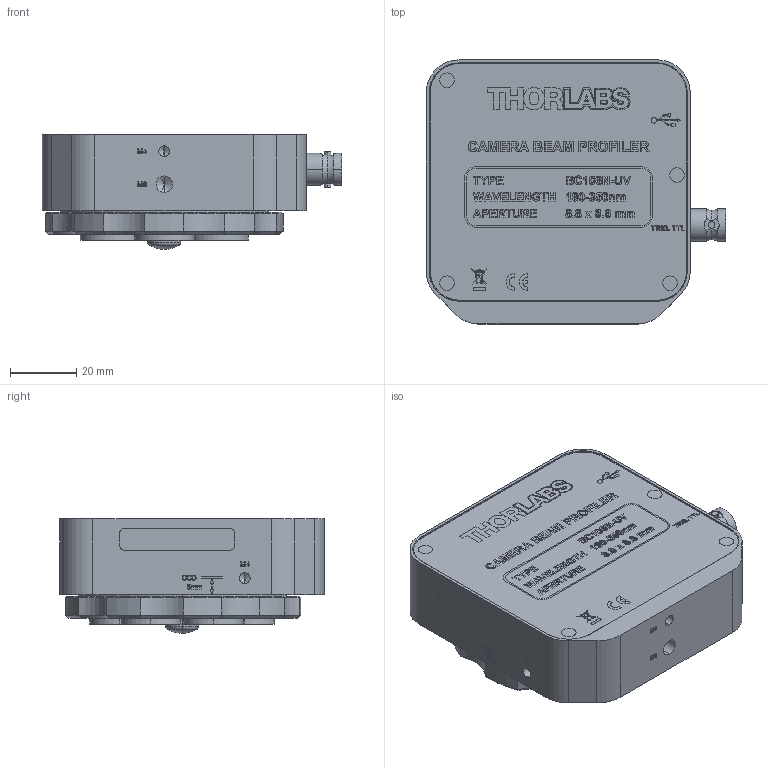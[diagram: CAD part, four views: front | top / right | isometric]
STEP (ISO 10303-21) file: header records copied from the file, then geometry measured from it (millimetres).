
FILE_DESCRIPTION (( 'STEP AP214' ), '1' );
FILE_NAME ('BC110 Zusammenbau.STEP', '2014-03-07T14:23:44', ( '' ), ( '' ), 'SwSTEP 2.0', 'SolidWorks 2013', '' );
FILE_SCHEMA (( 'AUTOMOTIVE_DESIGN' ));
Length unit declared in the file: millimetre
Products named in the file (24): Mutter für BNC Telegärtner_Standard; Telegärtner J01001B0615_Standard; Deckel_Standard; Platine2_Standard; M0098-0204-0c   Folie CamBeamProf 106-UV_Standard; USB MINI-B Buchse zum Durchstecken_Standard; Halter schräge Glasscheibe Baugruppe; Glasscheibe 15x2; M0092-0793-0c   Halter Glasscheibe BC110; Chipträger; Camera-chip_Standard; Trägerrad Filter mit 6xSM05 BC110 Baugruppe; M0092-0790-0b   Gehäuse metrisch BC110_Laserbeschriftung; SM05RR-Solidworks; BC110 Zusammenbau; Filterscheibe 12,7x1,9_Standard; Schraubenabdeckung Teil2; Flachkopfschraube ISO 7045_ISO 7045 - M3 x 16 - Z --- 16N; Schraubenabdeckung Teil1; Senkschraube ISO 7046-1_ISO 7046-1 - M2 x 3 - Z --- 3N; M0092-0817-0b   Trägerrad Filter mit 6xSM05 Teil2 BC110_mit Laserbeschriftung; M0092-0816-0a   Trägerrad Filter mit 6xSM05 Teil1 BC110_Standard; Kugeldruckschraube M6x14_Standard
Assembly tree (39 placements, depth 3):
  BC110 Zusammenbau
    M0092-0790-0b   Gehäuse metrisch BC110_Laserbeschriftung
    Chipträger
      Camera-chip_Standard
    Platine2_Standard
      Platine2_Standard
      USB MINI-B Buchse zum Durchstecken_Standard
    Deckel_Standard
    Telegärtner J01001B0615_Standard
    Mutter für BNC Telegärtner_Standard
    Kugeldruckschraube M6x14_Standard  x2
    Trägerrad Filter mit 6xSM05 BC110 Baugruppe
      M0092-0816-0a   Trägerrad Filter mit 6xSM05 Teil1 BC110_Standard
      M0092-0817-0b   Trägerrad Filter mit 6xSM05 Teil2 BC110_mit Laserbeschriftung
      Senkschraube ISO 7046-1_ISO 7046-1 - M2 x 3 - Z --- 3N  x6
      Schraubenabdeckung Teil1
      Flachkopfschraube ISO 7045_ISO 7045 - M3 x 16 - Z --- 16N
      Schraubenabdeckung Teil2
      Filterscheibe 12,7x1,9_Standard  x6
      SM05RR-Solidworks  x6
    Halter schräge Glasscheibe Baugruppe
      M0092-0793-0c   Halter Glasscheibe BC110
      Glasscheibe 15x2
    M0098-0204-0c   Folie CamBeamProf 106-UV_Standard
Bounding box: 90.8 x 80 x 34.7 mm (x, y, z)
Volume: 91010.3 mm3; surface area: 85068.2 mm2
Topology: 35 solids, 35 shells, 3683 faces, 9696 edges, 6301 vertices
Faces by surface type: plane 2342, cylinder 528, bspline 477, cone 294, torus 28, sphere 14
Entity records: 142095 total; most frequent: CARTESIAN_POINT 51692, ORIENTED_EDGE 17748, DIRECTION 14717, EDGE_CURVE 8874, LINE 6517, VECTOR 6517, VERTEX_POINT 5834, AXIS2_PLACEMENT_3D 4100
